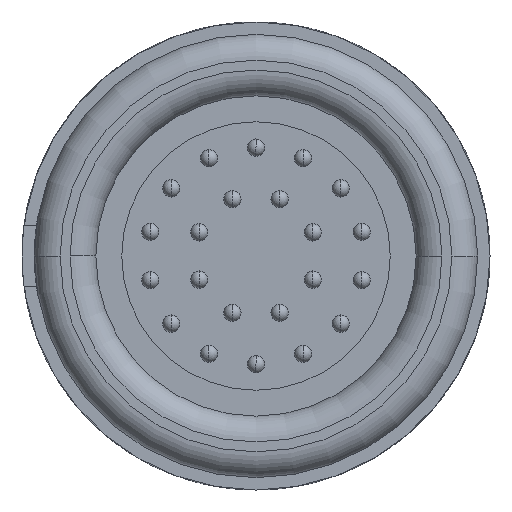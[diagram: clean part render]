
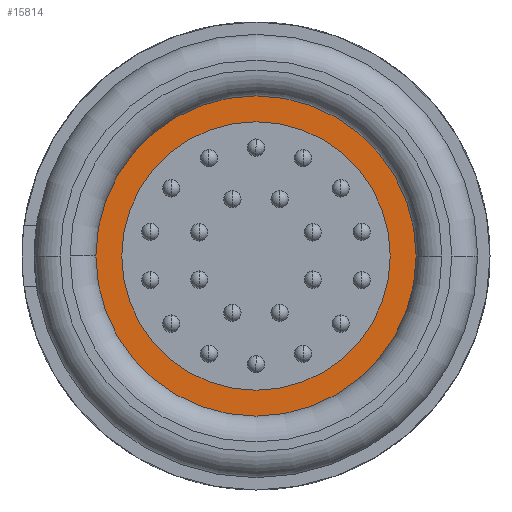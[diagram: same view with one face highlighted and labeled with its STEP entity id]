
A CAD part, left-side view. The second image highlights one B-rep face of the part: STEP entity #15814.
In plain terms, the highlighted planar face has unit normal (-1, 0, 0).
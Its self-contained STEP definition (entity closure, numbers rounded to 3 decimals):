
#2570=CARTESIAN_POINT('',(-12.8,0.,0.));
#2571=DIRECTION('',(-1.,0.,0.));
#2572=DIRECTION('',(0.,1.,0.));
#2573=AXIS2_PLACEMENT_3D('',#2570,#2571,#2572);
#2584=CARTESIAN_POINT('',(-12.8,0.,0.));
#2585=DIRECTION('',(1.,0.,0.));
#2586=DIRECTION('',(0.,1.,0.));
#2587=AXIS2_PLACEMENT_3D('',#2584,#2585,#2586);
#7615=CARTESIAN_POINT('',(-12.8,0.,0.));
#7616=DIRECTION('',(-1.,0.,0.));
#7617=DIRECTION('',(0.,1.,0.));
#7618=AXIS2_PLACEMENT_3D('',#7615,#7616,#7617);
#7620=CARTESIAN_POINT('',(-12.8,0.,0.));
#7621=DIRECTION('',(1.,0.,0.));
#7622=DIRECTION('',(0.,1.,0.));
#7623=AXIS2_PLACEMENT_3D('',#7620,#7621,#7622);
#8358=CARTESIAN_POINT('',(-12.8,6.5,0.));
#8359=CARTESIAN_POINT('',(-12.8,-6.5,0.));
#8360=VERTEX_POINT('',#8358);
#8361=VERTEX_POINT('',#8359);
#8362=CARTESIAN_POINT('',(-12.8,5.45,0.));
#8363=CARTESIAN_POINT('',(-12.8,-5.45,0.));
#8364=VERTEX_POINT('',#8362);
#8365=VERTEX_POINT('',#8363);
#15799=CARTESIAN_POINT('',(-12.8,0.,0.));
#15800=DIRECTION('',(1.,0.,0.));
#15801=DIRECTION('',(0.,-1.,0.));
#15802=AXIS2_PLACEMENT_3D('',#15799,#15800,#15801);
#15803=PLANE('',#15802);
#15805=ORIENTED_EDGE('',*,*,#15804,.F.);
#15807=ORIENTED_EDGE('',*,*,#15806,.T.);
#15808=EDGE_LOOP('',(#15805,#15807));
#15809=FACE_OUTER_BOUND('',#15808,.F.);
#15810=ORIENTED_EDGE('',*,*,#10282,.F.);
#15811=ORIENTED_EDGE('',*,*,#10254,.T.);
#15812=EDGE_LOOP('',(#15810,#15811));
#15813=FACE_BOUND('',#15812,.F.);
#15814=ADVANCED_FACE('',(#15809,#15813),#15803,.F.);
#2574=CIRCLE('',#2573,5.45);
#2588=CIRCLE('',#2587,5.45);
#7619=CIRCLE('',#7618,6.5);
#7624=CIRCLE('',#7623,6.5);
#10254=EDGE_CURVE('',#8364,#8365,#2574,.T.);
#10282=EDGE_CURVE('',#8364,#8365,#2588,.T.);
#15804=EDGE_CURVE('',#8360,#8361,#7619,.T.);
#15806=EDGE_CURVE('',#8360,#8361,#7624,.T.);
